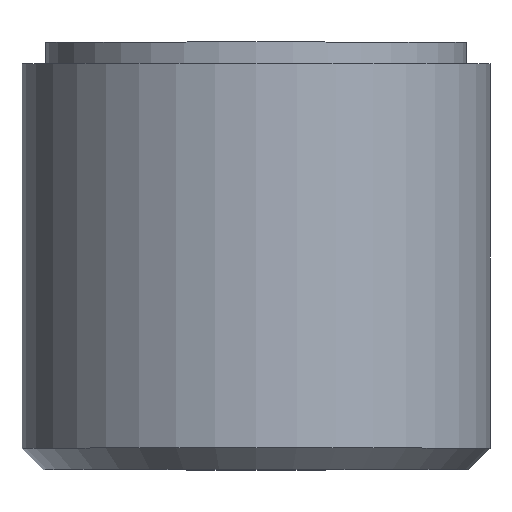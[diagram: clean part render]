
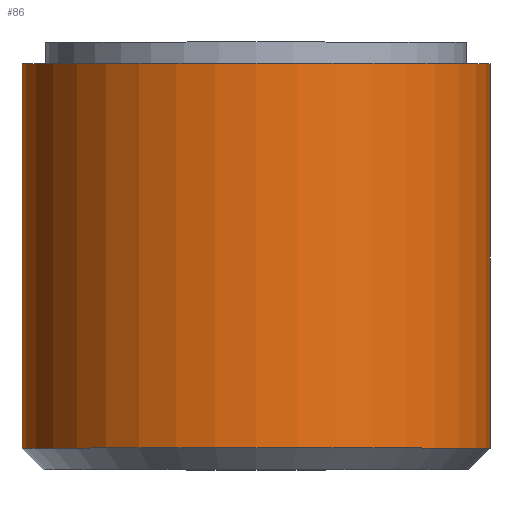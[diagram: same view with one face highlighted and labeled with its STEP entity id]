
A CAD part, top view. The second image highlights one B-rep face of the part: STEP entity #86.
In plain terms, the highlighted cylindrical face has radius 11.5 mm (diameter 23 mm), a partial arc.
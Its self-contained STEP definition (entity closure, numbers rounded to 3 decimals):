
#86 = ADVANCED_FACE( '', ( #113 ), #114, .T. );
#113 = FACE_OUTER_BOUND( '', #145, .T. );
#114 = CYLINDRICAL_SURFACE( '', #146, 11.5 );
#145 = EDGE_LOOP( '', ( #228, #229, #230, #231 ) );
#146 = AXIS2_PLACEMENT_3D( '', #232, #233, #234 );
#228 = ORIENTED_EDGE( '', *, *, #260, .T. );
#229 = ORIENTED_EDGE( '', *, *, #281, .F. );
#230 = ORIENTED_EDGE( '', *, *, #262, .T. );
#231 = ORIENTED_EDGE( '', *, *, #280, .T. );
#232 = CARTESIAN_POINT( '', ( 0., 10.5, 0. ) );
#233 = DIRECTION( '', ( 0., -1., 0. ) );
#234 = DIRECTION( '', ( 1., 0., 0. ) );
#260 = EDGE_CURVE( '', #292, #293, #294, .T. );
#262 = EDGE_CURVE( '', #297, #295, #298, .T. );
#280 = EDGE_CURVE( '', #295, #292, #325, .T. );
#281 = EDGE_CURVE( '', #297, #293, #326, .T. );
#292 = VERTEX_POINT( '', #339 );
#293 = VERTEX_POINT( '', #340 );
#294 = LINE( '', #341, #342 );
#295 = VERTEX_POINT( '', #343 );
#297 = VERTEX_POINT( '', #345 );
#298 = LINE( '', #346, #347 );
#325 = CIRCLE( '', #382, 11.5 );
#326 = CIRCLE( '', #383, 11.5 );
#339 = CARTESIAN_POINT( '', ( 11.5, 1.05, 0. ) );
#340 = CARTESIAN_POINT( '', ( 11.5, 19.95, 0. ) );
#341 = CARTESIAN_POINT( '', ( 11.5, 10.5, 0. ) );
#342 = VECTOR( '', #394, 1. );
#343 = CARTESIAN_POINT( '', ( -11.5, 1.05, 0. ) );
#345 = CARTESIAN_POINT( '', ( -11.5, 19.95, 0. ) );
#346 = CARTESIAN_POINT( '', ( -11.5, 10.5, 0. ) );
#347 = VECTOR( '', #398, 1. );
#382 = AXIS2_PLACEMENT_3D( '', #434, #435, #436 );
#383 = AXIS2_PLACEMENT_3D( '', #437, #438, #439 );
#394 = DIRECTION( '', ( 0., 1., 0. ) );
#398 = DIRECTION( '', ( 0., -1., 0. ) );
#434 = CARTESIAN_POINT( '', ( 0., 1.05, 0. ) );
#435 = DIRECTION( '', ( 0., 1., 0. ) );
#436 = DIRECTION( '', ( 1., 0., 0. ) );
#437 = CARTESIAN_POINT( '', ( 0., 19.95, 0. ) );
#438 = DIRECTION( '', ( 0., 1., 0. ) );
#439 = DIRECTION( '', ( 1., 0., 0. ) );
